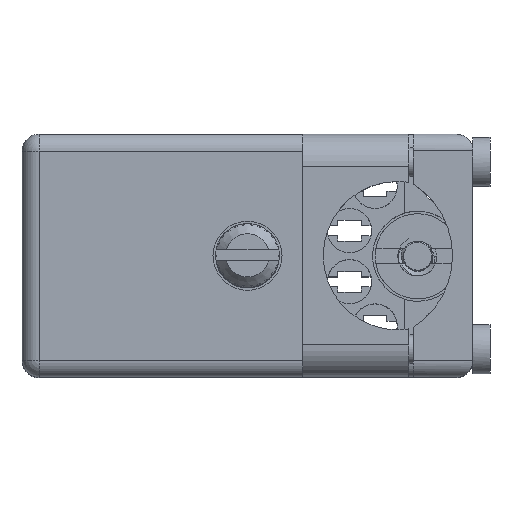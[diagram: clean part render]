
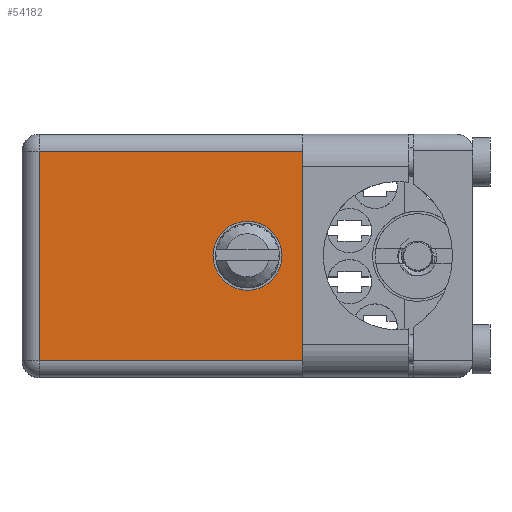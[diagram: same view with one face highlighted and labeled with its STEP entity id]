
A CAD part, top view. The second image highlights one B-rep face of the part: STEP entity #54182.
In plain terms, the highlighted face is planar.
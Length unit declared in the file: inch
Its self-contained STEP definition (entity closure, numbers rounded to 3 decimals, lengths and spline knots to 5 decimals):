
#434 = DIRECTION ( 'NONE',  ( 0., 1., 0. ) ) ;
#908 = CIRCLE ( 'NONE', #105925, 0.1015 ) ;
#2639 = VERTEX_POINT ( 'NONE', #7748 ) ;
#7748 = CARTESIAN_POINT ( 'NONE',  ( -0.6125, 0.806, 0.3075 ) ) ;
#12605 = LINE ( 'NONE', #174837, #93015 ) ;
#18939 = EDGE_CURVE ( 'NONE', #174714, #2639, #192112, .T. ) ;
#22138 = LINE ( 'NONE', #153213, #159290 ) ;
#23424 = DIRECTION ( 'NONE',  ( 0., 0., 1. ) ) ;
#25166 = CARTESIAN_POINT ( 'NONE',  ( 0., 0.806, -0.1015 ) ) ;
#25780 = FACE_OUTER_BOUND ( 'NONE', #109827, .T. ) ;
#26101 = VECTOR ( 'NONE', #56418, 39.37008 ) ;
#29623 = DIRECTION ( 'NONE',  ( -1., 0., 0. ) ) ;
#40653 = ORIENTED_EDGE ( 'NONE', *, *, #132583, .T. ) ;
#41912 = CARTESIAN_POINT ( 'NONE',  ( 0.2025, 0.806, 0.245 ) ) ;
#44594 = CARTESIAN_POINT ( 'NONE',  ( 0.4875, 0.806, 0.245 ) ) ;
#47321 = CARTESIAN_POINT ( 'NONE',  ( -0.6125, 0.806, -0.3575 ) ) ;
#48116 = CARTESIAN_POINT ( 'NONE',  ( 0., 0.806, 0. ) ) ;
#48978 = ORIENTED_EDGE ( 'NONE', *, *, #189484, .F. ) ;
#51684 = DIRECTION ( 'NONE',  ( 1., 0., 0. ) ) ;
#52413 = CARTESIAN_POINT ( 'NONE',  ( 0.2025, 0.806, 0.245 ) ) ;
#54182 = ADVANCED_FACE ( 'NONE', ( #25780, #129909 ), #89755, .T. ) ;
#55053 = CARTESIAN_POINT ( 'NONE',  ( 0., 0.806, 0. ) ) ;
#56359 = LINE ( 'NONE', #133975, #172307 ) ;
#56418 = DIRECTION ( 'NONE',  ( 0., 0., -1. ) ) ;
#61803 = ORIENTED_EDGE ( 'NONE', *, *, #75477, .F. ) ;
#63335 = DIRECTION ( 'NONE',  ( 0., 0., 1. ) ) ;
#64092 = VERTEX_POINT ( 'NONE', #194059 ) ;
#64267 = VERTEX_POINT ( 'NONE', #52413 ) ;
#68852 = EDGE_LOOP ( 'NONE', ( #93406, #88733 ) ) ;
#72212 = LINE ( 'NONE', #99364, #86371 ) ;
#73325 = LINE ( 'NONE', #41912, #26101 ) ;
#75477 = EDGE_CURVE ( 'NONE', #109629, #64092, #12605, .T. ) ;
#78058 = CARTESIAN_POINT ( 'NONE',  ( 0.4875, 0.806, -0.3075 ) ) ;
#80389 = CARTESIAN_POINT ( 'NONE',  ( 0.2025, 0.806, -0.245 ) ) ;
#81204 = VECTOR ( 'NONE', #97804, 39.37008 ) ;
#82693 = EDGE_CURVE ( 'NONE', #2639, #64092, #72212, .T. ) ;
#82824 = ORIENTED_EDGE ( 'NONE', *, *, #183923, .T. ) ;
#84217 = DIRECTION ( 'NONE',  ( 0., 0., 1. ) ) ;
#86371 = VECTOR ( 'NONE', #51684, 39.37008 ) ;
#88733 = ORIENTED_EDGE ( 'NONE', *, *, #92789, .F. ) ;
#89755 = PLANE ( 'NONE',  #173763 ) ;
#89784 = EDGE_CURVE ( 'NONE', #109629, #64267, #56359, .T. ) ;
#91047 = CARTESIAN_POINT ( 'NONE',  ( -0.6625, 0.806, -0.3575 ) ) ;
#92789 = EDGE_CURVE ( 'NONE', #149829, #113121, #104554, .T. ) ;
#93015 = VECTOR ( 'NONE', #84217, 39.37008 ) ;
#93406 = ORIENTED_EDGE ( 'NONE', *, *, #136430, .F. ) ;
#95568 = DIRECTION ( 'NONE',  ( 1., 0., 0. ) ) ;
#97804 = DIRECTION ( 'NONE',  ( -1., 0., 0. ) ) ;
#98771 = DIRECTION ( 'NONE',  ( 0., 1., 0. ) ) ;
#99364 = CARTESIAN_POINT ( 'NONE',  ( 0.4875, 0.806, 0.3075 ) ) ;
#103435 = EDGE_CURVE ( 'NONE', #112067, #135496, #130268, .T. ) ;
#104554 = CIRCLE ( 'NONE', #132378, 0.1015 ) ;
#105925 = AXIS2_PLACEMENT_3D ( 'NONE', #48116, #153960, #63335 ) ;
#109629 = VERTEX_POINT ( 'NONE', #44594 ) ;
#109827 = EDGE_LOOP ( 'NONE', ( #159391, #123662, #61803, #175994, #40653, #126602, #48978, #82824 ) ) ;
#112067 = VERTEX_POINT ( 'NONE', #125230 ) ;
#113010 = CARTESIAN_POINT ( 'NONE',  ( -0.6625, 0.806, -0.3075 ) ) ;
#113121 = VERTEX_POINT ( 'NONE', #145790 ) ;
#123662 = ORIENTED_EDGE ( 'NONE', *, *, #82693, .T. ) ;
#125230 = CARTESIAN_POINT ( 'NONE',  ( 0.2025, 0.806, -0.245 ) ) ;
#126602 = ORIENTED_EDGE ( 'NONE', *, *, #103435, .T. ) ;
#129909 = FACE_BOUND ( 'NONE', #68852, .T. ) ;
#130268 = LINE ( 'NONE', #80389, #172722 ) ;
#132378 = AXIS2_PLACEMENT_3D ( 'NONE', #55053, #98771, #23424 ) ;
#132583 = EDGE_CURVE ( 'NONE', #64267, #112067, #73325, .T. ) ;
#133344 = DIRECTION ( 'NONE',  ( -1., 0., 0. ) ) ;
#133975 = CARTESIAN_POINT ( 'NONE',  ( 0.2025, 0.806, 0.245 ) ) ;
#135496 = VERTEX_POINT ( 'NONE', #149605 ) ;
#136430 = EDGE_CURVE ( 'NONE', #113121, #149829, #908, .T. ) ;
#137988 = LINE ( 'NONE', #113010, #81204 ) ;
#143165 = VERTEX_POINT ( 'NONE', #78058 ) ;
#145790 = CARTESIAN_POINT ( 'NONE',  ( 0., 0.806, 0.1015 ) ) ;
#147174 = VECTOR ( 'NONE', #182917, 39.37008 ) ;
#149605 = CARTESIAN_POINT ( 'NONE',  ( 0.4875, 0.806, -0.245 ) ) ;
#149829 = VERTEX_POINT ( 'NONE', #25166 ) ;
#153213 = CARTESIAN_POINT ( 'NONE',  ( 0.4875, 0.806, -0.3575 ) ) ;
#153960 = DIRECTION ( 'NONE',  ( 0., 1., 0. ) ) ;
#159290 = VECTOR ( 'NONE', #172257, 39.37008 ) ;
#159391 = ORIENTED_EDGE ( 'NONE', *, *, #18939, .T. ) ;
#172257 = DIRECTION ( 'NONE',  ( 0., 0., 1. ) ) ;
#172307 = VECTOR ( 'NONE', #133344, 39.37008 ) ;
#172722 = VECTOR ( 'NONE', #95568, 39.37008 ) ;
#173763 = AXIS2_PLACEMENT_3D ( 'NONE', #91047, #434, #29623 ) ;
#174714 = VERTEX_POINT ( 'NONE', #179552 ) ;
#174837 = CARTESIAN_POINT ( 'NONE',  ( 0.4875, 0.806, -0.3575 ) ) ;
#175994 = ORIENTED_EDGE ( 'NONE', *, *, #89784, .T. ) ;
#179552 = CARTESIAN_POINT ( 'NONE',  ( -0.6125, 0.806, -0.3075 ) ) ;
#182917 = DIRECTION ( 'NONE',  ( 0., 0., 1. ) ) ;
#183923 = EDGE_CURVE ( 'NONE', #143165, #174714, #137988, .T. ) ;
#189484 = EDGE_CURVE ( 'NONE', #143165, #135496, #22138, .T. ) ;
#192112 = LINE ( 'NONE', #47321, #147174 ) ;
#194059 = CARTESIAN_POINT ( 'NONE',  ( 0.4875, 0.806, 0.3075 ) ) ;
